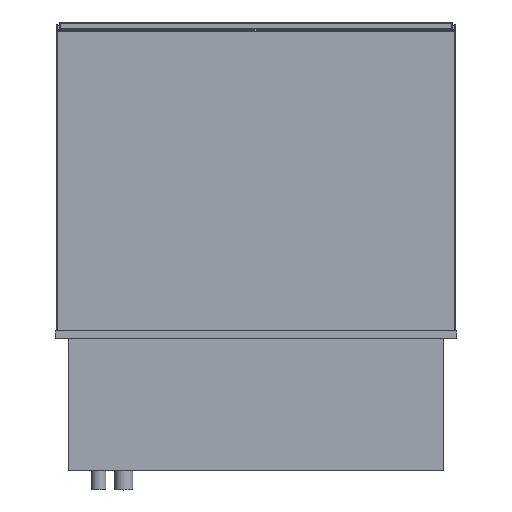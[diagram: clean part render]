
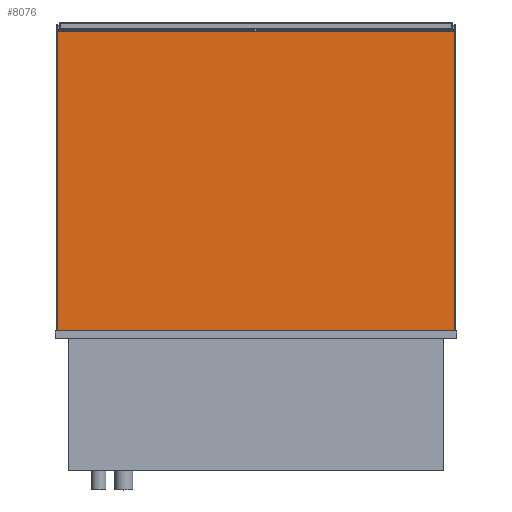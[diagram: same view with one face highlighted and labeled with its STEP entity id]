
A CAD part, top view. The second image highlights one B-rep face of the part: STEP entity #8076.
In plain terms, the highlighted planar face has unit normal (0, 0, 1).
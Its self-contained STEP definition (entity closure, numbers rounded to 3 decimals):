
#576=FACE_OUTER_BOUND('',#1056,.T.);
#1056=EDGE_LOOP('',(#6749,#6750,#6751,#6752));
#1939=LINE('',#12648,#2969);
#1951=LINE('',#12672,#2981);
#1952=LINE('',#12675,#2982);
#1953=LINE('',#12676,#2983);
#2969=VECTOR('',#10379,10.);
#2981=VECTOR('',#10395,10.);
#2982=VECTOR('',#10398,10.);
#2983=VECTOR('',#10399,10.);
#3789=VERTEX_POINT('',#12645);
#3790=VERTEX_POINT('',#12647);
#3799=VERTEX_POINT('',#12668);
#3801=VERTEX_POINT('',#12674);
#4803=EDGE_CURVE('',#3789,#3790,#1939,.T.);
#4815=EDGE_CURVE('',#3799,#3790,#1951,.T.);
#4816=EDGE_CURVE('',#3801,#3799,#1952,.T.);
#4817=EDGE_CURVE('',#3801,#3789,#1953,.T.);
#6749=ORIENTED_EDGE('',*,*,#4816,.T.);
#6750=ORIENTED_EDGE('',*,*,#4815,.T.);
#6751=ORIENTED_EDGE('',*,*,#4803,.F.);
#6752=ORIENTED_EDGE('',*,*,#4817,.F.);
#7619=PLANE('',#8670);
#8076=ADVANCED_FACE('',(#576),#7619,.T.);
#8670=AXIS2_PLACEMENT_3D('',#12673,#10396,#10397);
#10379=DIRECTION('',(1.,0.,0.));
#10395=DIRECTION('',(0.,1.,0.));
#10396=DIRECTION('center_axis',(0.,0.,1.));
#10397=DIRECTION('ref_axis',(1.,0.,0.));
#10398=DIRECTION('',(1.,0.,0.));
#10399=DIRECTION('',(0.,1.,0.));
#12645=CARTESIAN_POINT('',(-557.5,860.,347.5));
#12647=CARTESIAN_POINT('',(557.5,860.,347.5));
#12648=CARTESIAN_POINT('',(-557.5,860.,347.5));
#12668=CARTESIAN_POINT('',(557.5,20.,347.5));
#12672=CARTESIAN_POINT('',(557.5,20.,347.5));
#12673=CARTESIAN_POINT('Origin',(-557.5,20.,347.5));
#12674=CARTESIAN_POINT('',(-557.5,20.,347.5));
#12675=CARTESIAN_POINT('',(-557.5,20.,347.5));
#12676=CARTESIAN_POINT('',(-557.5,20.,347.5));
